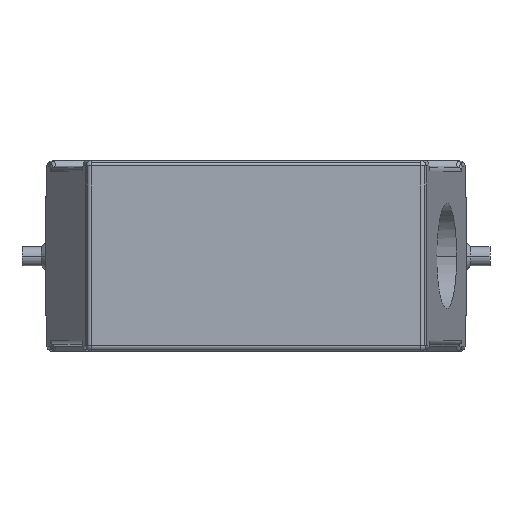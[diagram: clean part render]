
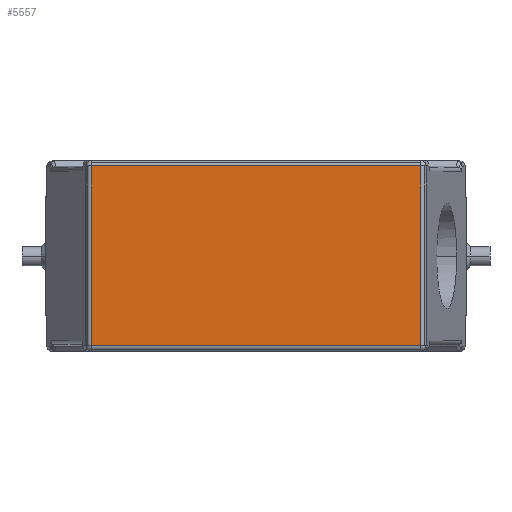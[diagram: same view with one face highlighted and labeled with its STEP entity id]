
A CAD part, top view. The second image highlights one B-rep face of the part: STEP entity #5557.
In plain terms, the highlighted planar face has unit normal (0, 0, 1).
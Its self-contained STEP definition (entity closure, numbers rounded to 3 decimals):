
#1047=CARTESIAN_POINT('',(31.173,17.0,70.5));
#1048=VERTEX_POINT('',#1047);
#1056=CARTESIAN_POINT('',(31.173,-17.0,70.5));
#1057=VERTEX_POINT('',#1056);
#1058=CARTESIAN_POINT('',(31.173,17.0,70.5));
#1059=DIRECTION('',(0.0,-1.0,0.0));
#1060=VECTOR('',#1059,34.0);
#1061=LINE('',#1058,#1060);
#1062=EDGE_CURVE('',#1048,#1057,#1061,.T.);
#4845=CARTESIAN_POINT('',(-31.173,-17.0,70.5));
#4846=VERTEX_POINT('',#4845);
#4913=CARTESIAN_POINT('',(-31.173,17.0,70.5));
#4914=VERTEX_POINT('',#4913);
#4982=CARTESIAN_POINT('',(-31.173,17.0,70.5));
#4983=DIRECTION('',(1.0,0.0,0.0));
#4984=VECTOR('',#4983,62.346);
#4985=LINE('',#4982,#4984);
#4986=EDGE_CURVE('',#4914,#1048,#4985,.T.);
#5041=CARTESIAN_POINT('',(-31.173,-17.0,70.5));
#5042=DIRECTION('',(0.0,1.0,0.0));
#5043=VECTOR('',#5042,34.0);
#5044=LINE('',#5041,#5043);
#5045=EDGE_CURVE('',#4846,#4914,#5044,.T.);
#5070=CARTESIAN_POINT('',(31.173,-17.0,70.5));
#5071=DIRECTION('',(-1.0,0.0,0.0));
#5072=VECTOR('',#5071,62.346);
#5073=LINE('',#5070,#5072);
#5074=EDGE_CURVE('',#1057,#4846,#5073,.T.);
#5546=CARTESIAN_POINT('',(32.0,0.0,70.5));
#5547=DIRECTION('',(0.0,0.0,1.0));
#5548=DIRECTION('',(1.0,0.0,0.0));
#5549=AXIS2_PLACEMENT_3D('',#5546,#5547,#5548);
#5550=PLANE('',#5549);
#5551=ORIENTED_EDGE('',*,*,#4986,.F.);
#5552=ORIENTED_EDGE('',*,*,#5045,.F.);
#5553=ORIENTED_EDGE('',*,*,#5074,.F.);
#5554=ORIENTED_EDGE('',*,*,#1062,.F.);
#5555=EDGE_LOOP('',(#5551,#5552,#5553,#5554));
#5556=FACE_OUTER_BOUND('',#5555,.T.);
#5557=ADVANCED_FACE('',(#5556),#5550,.T.);
